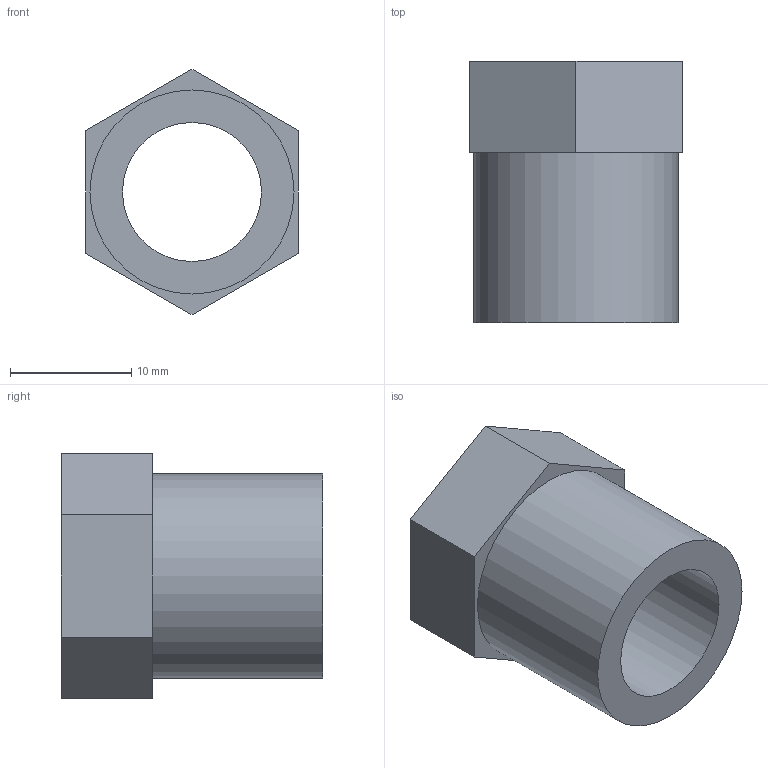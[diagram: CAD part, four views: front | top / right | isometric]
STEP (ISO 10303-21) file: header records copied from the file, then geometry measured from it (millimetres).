
FILE_DESCRIPTION(/* description */ ('Reducing Bush 3/8" BSPT x 1/4" BSPT'),/* implementation_level */ '2;1');
FILE_NAME(/* name */ '#24_3-8X1-4.stp',/* time_stamp */ '2018-05-02T14:15:16+10:00',/* author */ ('daud'),/* organization */ (''),/* preprocessor_version */ 'ST-DEVELOPER v16.13',/* originating_system */ 'Autodesk Inventor 2018',/* authorisation */ '');
FILE_SCHEMA (('AUTOMOTIVE_DESIGN { 1 0 10303 214 3 1 1 }'));
Length unit declared in the file: millimetre
Products named in the file (1): #338
Bounding box: 17.5 x 21.5 x 20.21 mm (x, y, z)
Volume: 2880.7 mm3; surface area: 2291.3 mm2
Topology: 1 solids, 1 shells, 11 faces, 25 edges, 17 vertices
Faces by surface type: plane 9, cylinder 2
Full cylindrical faces by diameter (mm): 11.445 x1, 16.8 x1
Entity records: 335 total; most frequent: DIRECTION 50, CARTESIAN_POINT 50, ORIENTED_EDGE 44, EDGE_CURVE 22, LINE 18, VECTOR 18, EDGE_LOOP 16, VERTEX_POINT 16
